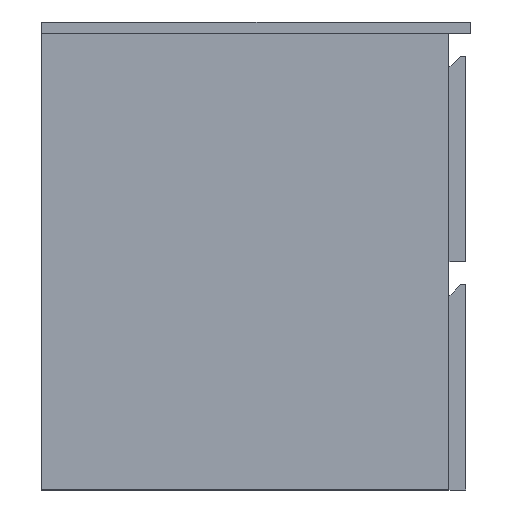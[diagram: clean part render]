
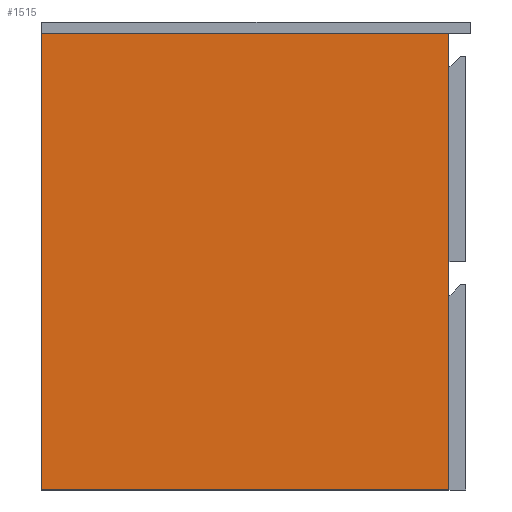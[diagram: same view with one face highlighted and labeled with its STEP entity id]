
A CAD part, left-side view. The second image highlights one B-rep face of the part: STEP entity #1515.
In plain terms, the highlighted face is planar.
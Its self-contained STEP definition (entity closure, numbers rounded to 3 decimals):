
#855 = VERTEX_POINT ( 'NONE', #12374 ) ;
#1515 = ADVANCED_FACE ( 'NONE', ( #12791 ), #3157, .T. ) ;
#2986 = EDGE_CURVE ( 'EFI101', #9484, #10470, #12731, .T. ) ;
#3157 = PLANE ( 'NONE',  #12974 ) ;
#3310 = VECTOR ( 'NONE', #11381, 1000. ) ;
#5478 = CARTESIAN_POINT ( 'NONE',  ( 490., 0., -2. ) ) ;
#5572 = EDGE_LOOP ( 'NONE', ( #16879, #5709, #23837, #23248 ) ) ;
#5709 = ORIENTED_EDGE ( 'NONE', *, *, #19654, .F. ) ;
#5943 = LINE ( 'NONE', #20772, #3310 ) ;
#6138 = VECTOR ( 'NONE', #20217, 1000. ) ;
#7644 = DIRECTION ( 'NONE',  ( 1., 0., 0. ) ) ;
#9484 = VERTEX_POINT ( 'NONE', #13902 ) ;
#9897 = VERTEX_POINT ( 'NONE', #11284 ) ;
#10470 = VERTEX_POINT ( 'NONE', #5478 ) ;
#11271 = CARTESIAN_POINT ( 'NONE',  ( 0., 0., -2. ) ) ;
#11284 = CARTESIAN_POINT ( 'NONE',  ( 0., 437., -2. ) ) ;
#11381 = DIRECTION ( 'NONE',  ( 0., 1., 0. ) ) ;
#12374 = CARTESIAN_POINT ( 'NONE',  ( 490., 437., -2. ) ) ;
#12731 = LINE ( 'NONE', #11271, #15405 ) ;
#12791 = FACE_OUTER_BOUND ( 'NONE', #5572, .T. ) ;
#12974 = AXIS2_PLACEMENT_3D ( 'NONE', #22330, #16502, #24191 ) ;
#13637 = EDGE_CURVE ( 'EFI100', #10470, #855, #5943, .T. ) ;
#13902 = CARTESIAN_POINT ( 'NONE',  ( 0., 0., -2. ) ) ;
#15405 = VECTOR ( 'NONE', #7644, 1000. ) ;
#15932 = CARTESIAN_POINT ( 'NONE',  ( 0., 437., -2. ) ) ;
#16502 = DIRECTION ( 'NONE',  ( 0., 0., -1. ) ) ;
#16879 = ORIENTED_EDGE ( 'NONE', *, *, #17856, .F. ) ;
#17856 = EDGE_CURVE ( 'EFI102', #9897, #9484, #19991, .T. ) ;
#18034 = CARTESIAN_POINT ( 'NONE',  ( 0., 437., -2. ) ) ;
#19089 = LINE ( 'NONE', #18034, #6138 ) ;
#19654 = EDGE_CURVE ( 'EFI103', #855, #9897, #19089, .T. ) ;
#19991 = LINE ( 'NONE', #15932, #24027 ) ;
#20217 = DIRECTION ( 'NONE',  ( -1., 0., 0. ) ) ;
#20772 = CARTESIAN_POINT ( 'NONE',  ( 490., 437., -2. ) ) ;
#21563 = DIRECTION ( 'NONE',  ( 0., -1., 0. ) ) ;
#22330 = CARTESIAN_POINT ( 'NONE',  ( 0., 437., -2. ) ) ;
#23248 = ORIENTED_EDGE ( 'NONE', *, *, #2986, .F. ) ;
#23837 = ORIENTED_EDGE ( 'NONE', *, *, #13637, .F. ) ;
#24027 = VECTOR ( 'NONE', #21563, 1000. ) ;
#24191 = DIRECTION ( 'NONE',  ( -1., 0., 0. ) ) ;
